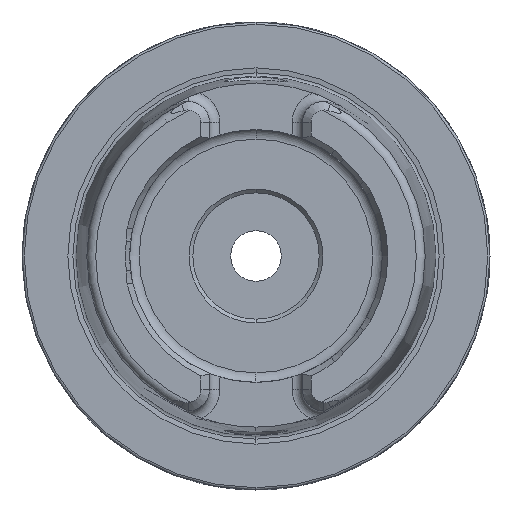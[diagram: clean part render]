
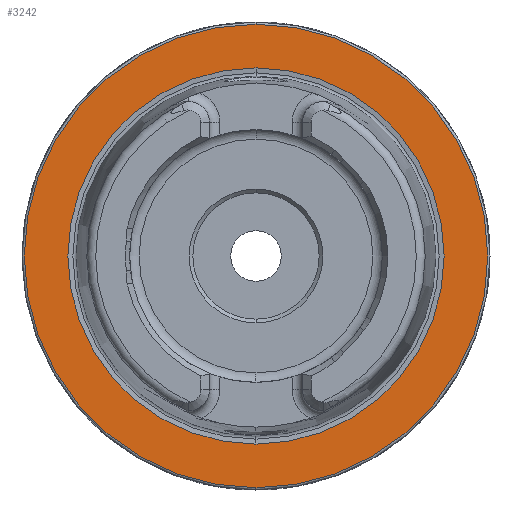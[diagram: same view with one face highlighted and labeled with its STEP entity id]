
A CAD part, left-side view. The second image highlights one B-rep face of the part: STEP entity #3242.
In plain terms, the highlighted planar face has unit normal (-1, 0, 0).
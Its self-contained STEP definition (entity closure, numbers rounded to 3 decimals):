
#1262 = CARTESIAN_POINT ( 'NONE',  ( 0., 0., 0. ) ) ;
#1263 = DIRECTION ( 'NONE',  ( -1., 0., 0. ) ) ;
#1264 = DIRECTION ( 'NONE',  ( 0., 0., 1. ) ) ;
#1558 = VERTEX_POINT ( 'NONE', #2722 ) ;
#1687 = CIRCLE ( 'NONE', #1690, 31.2 ) ;
#1689 = CIRCLE ( 'NONE', #1692, 25.324 ) ;
#1690 = AXIS2_PLACEMENT_3D ( 'NONE', #7038, #7039, #7040 ) ;
#1692 = AXIS2_PLACEMENT_3D ( 'NONE', #7041, #7042, #7043 ) ;
#2037 = CARTESIAN_POINT ( 'NONE',  ( 0., 0., 31.2 ) ) ;
#2055 = CARTESIAN_POINT ( 'NONE',  ( 0., 0., 25.324 ) ) ;
#2147 = CARTESIAN_POINT ( 'NONE',  ( 0., 0., -31.2 ) ) ;
#2722 = CARTESIAN_POINT ( 'NONE',  ( 0., 0., -25.324 ) ) ;
#3242 = ADVANCED_FACE ( 'NONE', ( #5902, #5904 ), #5905, .F. ) ;
#3565 = VERTEX_POINT ( 'NONE', #2037 ) ;
#3580 = VERTEX_POINT ( 'NONE', #2055 ) ;
#3674 = ORIENTED_EDGE ( 'NONE', *, *, #10992, .F. ) ;
#3675 = ORIENTED_EDGE ( 'NONE', *, *, #10691, .F. ) ;
#3676 = ORIENTED_EDGE ( 'NONE', *, *, #10695, .T. ) ;
#3677 = ORIENTED_EDGE ( 'NONE', *, *, #10991, .T. ) ;
#3741 = CIRCLE ( 'NONE', #3745, 25.324 ) ;
#3745 = AXIS2_PLACEMENT_3D ( 'NONE', #1262, #1263, #1264 ) ;
#3749 = CIRCLE ( 'NONE', #3752, 31.2 ) ;
#3752 = AXIS2_PLACEMENT_3D ( 'NONE', #9173, #9174, #9175 ) ;
#5890 = DIRECTION ( 'NONE',  ( 1., 0., 0. ) ) ;
#5901 = CARTESIAN_POINT ( 'NONE',  ( 0., 31.2, 0. ) ) ;
#5902 = FACE_BOUND ( 'NONE', #10542, .T. ) ;
#5904 = FACE_OUTER_BOUND ( 'NONE', #10540, .T. ) ;
#5905 = PLANE ( 'NONE',  #10504 ) ;
#5907 = DIRECTION ( 'NONE',  ( 0., 0., -1. ) ) ;
#7038 = CARTESIAN_POINT ( 'NONE',  ( 0., 0., 0. ) ) ;
#7039 = DIRECTION ( 'NONE',  ( -1., 0., 0. ) ) ;
#7040 = DIRECTION ( 'NONE',  ( 0., 0., 1. ) ) ;
#7041 = CARTESIAN_POINT ( 'NONE',  ( 0., 0., 0. ) ) ;
#7042 = DIRECTION ( 'NONE',  ( -1., 0., 0. ) ) ;
#7043 = DIRECTION ( 'NONE',  ( 0., 0., 1. ) ) ;
#8101 = VERTEX_POINT ( 'NONE', #2147 ) ;
#9173 = CARTESIAN_POINT ( 'NONE',  ( 0., 0., 0. ) ) ;
#9174 = DIRECTION ( 'NONE',  ( -1., 0., 0. ) ) ;
#9175 = DIRECTION ( 'NONE',  ( 0., 0., 1. ) ) ;
#10504 = AXIS2_PLACEMENT_3D ( 'NONE', #5901, #5890, #5907 ) ;
#10540 = EDGE_LOOP ( 'NONE', ( #3676, #3677 ) ) ;
#10542 = EDGE_LOOP ( 'NONE', ( #3674, #3675 ) ) ;
#10691 = EDGE_CURVE ( 'NONE', #1558, #3580, #3741, .T. ) ;
#10695 = EDGE_CURVE ( 'NONE', #3565, #8101, #3749, .T. ) ;
#10991 = EDGE_CURVE ( 'NONE', #8101, #3565, #1687, .T. ) ;
#10992 = EDGE_CURVE ( 'NONE', #3580, #1558, #1689, .T. ) ;
